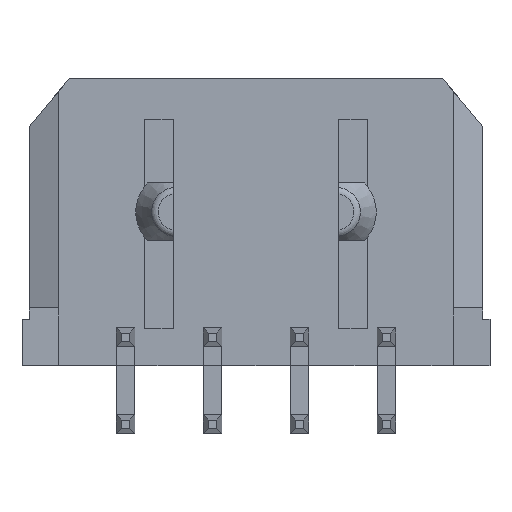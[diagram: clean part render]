
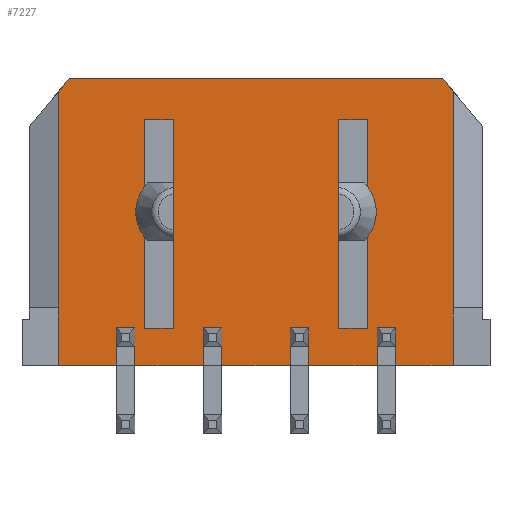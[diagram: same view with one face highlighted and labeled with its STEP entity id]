
A CAD part, front view. The second image highlights one B-rep face of the part: STEP entity #7227.
In plain terms, the highlighted planar face has unit normal (0, -1, 0).
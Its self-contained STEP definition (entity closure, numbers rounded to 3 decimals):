
#51=FACE_BOUND('',#556,.T.);
#52=FACE_BOUND('',#557,.T.);
#142=FACE_OUTER_BOUND('',#555,.T.);
#555=EDGE_LOOP('',(#5208,#5209,#5210,#5211,#5212,#5213,#5214,#5215,#5216,
#5217,#5218,#5219,#5220,#5221,#5222,#5223,#5224,#5225,#5226,#5227,#5228,
#5229,#5230,#5231));
#556=EDGE_LOOP('',(#5232,#5233,#5234,#5235));
#557=EDGE_LOOP('',(#5236,#5237,#5238,#5239));
#1314=VERTEX_POINT('',#16537);
#1315=VERTEX_POINT('',#16538);
#1316=VERTEX_POINT('',#16540);
#1317=VERTEX_POINT('',#16542);
#1318=VERTEX_POINT('',#16544);
#1319=VERTEX_POINT('',#16546);
#1320=VERTEX_POINT('',#16548);
#1321=VERTEX_POINT('',#16550);
#1322=VERTEX_POINT('',#16552);
#1323=VERTEX_POINT('',#16554);
#1324=VERTEX_POINT('',#16556);
#1325=VERTEX_POINT('',#16558);
#1326=VERTEX_POINT('',#16560);
#1327=VERTEX_POINT('',#16562);
#1328=VERTEX_POINT('',#16564);
#1329=VERTEX_POINT('',#16566);
#1330=VERTEX_POINT('',#16568);
#1331=VERTEX_POINT('',#16570);
#1332=VERTEX_POINT('',#16572);
#1333=VERTEX_POINT('',#16574);
#1334=VERTEX_POINT('',#16576);
#1335=VERTEX_POINT('',#16578);
#1336=VERTEX_POINT('',#16580);
#1337=VERTEX_POINT('',#16582);
#1338=VERTEX_POINT('',#16585);
#1339=VERTEX_POINT('',#16586);
#1340=VERTEX_POINT('',#16588);
#1341=VERTEX_POINT('',#16590);
#1342=VERTEX_POINT('',#16593);
#1343=VERTEX_POINT('',#16594);
#1344=VERTEX_POINT('',#16596);
#1345=VERTEX_POINT('',#16598);
#3261=EDGE_CURVE('',#1314,#1315,#8789,.T.);
#3262=EDGE_CURVE('',#1315,#1316,#8790,.T.);
#3263=EDGE_CURVE('',#1316,#1317,#8791,.T.);
#3264=EDGE_CURVE('',#1317,#1318,#8792,.T.);
#3265=EDGE_CURVE('',#1318,#1319,#8793,.T.);
#3266=EDGE_CURVE('',#1319,#1320,#8794,.T.);
#3267=EDGE_CURVE('',#1320,#1321,#8795,.T.);
#3268=EDGE_CURVE('',#1321,#1322,#8796,.T.);
#3269=EDGE_CURVE('',#1322,#1323,#8797,.T.);
#3270=EDGE_CURVE('',#1323,#1324,#8798,.T.);
#3271=EDGE_CURVE('',#1324,#1325,#8799,.T.);
#3272=EDGE_CURVE('',#1325,#1326,#8800,.T.);
#3273=EDGE_CURVE('',#1326,#1327,#8801,.T.);
#3274=EDGE_CURVE('',#1327,#1328,#8802,.T.);
#3275=EDGE_CURVE('',#1328,#1329,#8803,.T.);
#3276=EDGE_CURVE('',#1329,#1330,#8804,.T.);
#3277=EDGE_CURVE('',#1330,#1331,#8805,.T.);
#3278=EDGE_CURVE('',#1331,#1332,#8806,.T.);
#3279=EDGE_CURVE('',#1332,#1333,#8807,.T.);
#3280=EDGE_CURVE('',#1333,#1334,#8808,.T.);
#3281=EDGE_CURVE('',#1334,#1335,#8809,.T.);
#3282=EDGE_CURVE('',#1335,#1336,#8810,.T.);
#3283=EDGE_CURVE('',#1336,#1337,#8811,.T.);
#3284=EDGE_CURVE('',#1337,#1314,#8812,.T.);
#3285=EDGE_CURVE('',#1338,#1339,#8813,.T.);
#3286=EDGE_CURVE('',#1339,#1340,#8814,.T.);
#3287=EDGE_CURVE('',#1340,#1341,#8815,.T.);
#3288=EDGE_CURVE('',#1341,#1338,#8816,.T.);
#3289=EDGE_CURVE('',#1342,#1343,#8817,.T.);
#3290=EDGE_CURVE('',#1343,#1344,#8818,.T.);
#3291=EDGE_CURVE('',#1344,#1345,#8819,.T.);
#3292=EDGE_CURVE('',#1345,#1342,#8820,.T.);
#5208=ORIENTED_EDGE('',*,*,#3261,.T.);
#5209=ORIENTED_EDGE('',*,*,#3262,.T.);
#5210=ORIENTED_EDGE('',*,*,#3263,.T.);
#5211=ORIENTED_EDGE('',*,*,#3264,.T.);
#5212=ORIENTED_EDGE('',*,*,#3265,.T.);
#5213=ORIENTED_EDGE('',*,*,#3266,.T.);
#5214=ORIENTED_EDGE('',*,*,#3267,.T.);
#5215=ORIENTED_EDGE('',*,*,#3268,.T.);
#5216=ORIENTED_EDGE('',*,*,#3269,.T.);
#5217=ORIENTED_EDGE('',*,*,#3270,.T.);
#5218=ORIENTED_EDGE('',*,*,#3271,.T.);
#5219=ORIENTED_EDGE('',*,*,#3272,.T.);
#5220=ORIENTED_EDGE('',*,*,#3273,.T.);
#5221=ORIENTED_EDGE('',*,*,#3274,.T.);
#5222=ORIENTED_EDGE('',*,*,#3275,.T.);
#5223=ORIENTED_EDGE('',*,*,#3276,.T.);
#5224=ORIENTED_EDGE('',*,*,#3277,.T.);
#5225=ORIENTED_EDGE('',*,*,#3278,.T.);
#5226=ORIENTED_EDGE('',*,*,#3279,.T.);
#5227=ORIENTED_EDGE('',*,*,#3280,.T.);
#5228=ORIENTED_EDGE('',*,*,#3281,.T.);
#5229=ORIENTED_EDGE('',*,*,#3282,.T.);
#5230=ORIENTED_EDGE('',*,*,#3283,.T.);
#5231=ORIENTED_EDGE('',*,*,#3284,.T.);
#5232=ORIENTED_EDGE('',*,*,#3285,.T.);
#5233=ORIENTED_EDGE('',*,*,#3286,.T.);
#5234=ORIENTED_EDGE('',*,*,#3287,.T.);
#5235=ORIENTED_EDGE('',*,*,#3288,.T.);
#5236=ORIENTED_EDGE('',*,*,#3289,.T.);
#5237=ORIENTED_EDGE('',*,*,#3290,.T.);
#5238=ORIENTED_EDGE('',*,*,#3291,.T.);
#5239=ORIENTED_EDGE('',*,*,#3292,.T.);
#6824=PLANE('',#12379);
#7227=ADVANCED_FACE('',(#142,#51,#52),#6824,.T.);
#8789=LINE('',#16539,#10685);
#8790=LINE('',#16541,#10686);
#8791=LINE('',#16543,#10687);
#8792=LINE('',#16545,#10688);
#8793=LINE('',#16547,#10689);
#8794=LINE('',#16549,#10690);
#8795=LINE('',#16551,#10691);
#8796=LINE('',#16553,#10692);
#8797=LINE('',#16555,#10693);
#8798=LINE('',#16557,#10694);
#8799=LINE('',#16559,#10695);
#8800=LINE('',#16561,#10696);
#8801=LINE('',#16563,#10697);
#8802=LINE('',#16565,#10698);
#8803=LINE('',#16567,#10699);
#8804=LINE('',#16569,#10700);
#8805=LINE('',#16571,#10701);
#8806=LINE('',#16573,#10702);
#8807=LINE('',#16575,#10703);
#8808=LINE('',#16577,#10704);
#8809=LINE('',#16579,#10705);
#8810=LINE('',#16581,#10706);
#8811=LINE('',#16583,#10707);
#8812=LINE('',#16584,#10708);
#8813=LINE('',#16587,#10709);
#8814=LINE('',#16589,#10710);
#8815=LINE('',#16591,#10711);
#8816=LINE('',#16592,#10712);
#8817=LINE('',#16595,#10713);
#8818=LINE('',#16597,#10714);
#8819=LINE('',#16599,#10715);
#8820=LINE('',#16600,#10716);
#10685=VECTOR('',#13351,0.67);
#10686=VECTOR('',#13352,2.36);
#10687=VECTOR('',#13353,0.67);
#10688=VECTOR('',#13354,0.64);
#10689=VECTOR('',#13355,0.64);
#10690=VECTOR('',#13356,2.36);
#10691=VECTOR('',#13357,0.67);
#10692=VECTOR('',#13358,0.64);
#10693=VECTOR('',#13359,0.64);
#10694=VECTOR('',#13360,2.36);
#10695=VECTOR('',#13361,0.67);
#10696=VECTOR('',#13362,0.64);
#10697=VECTOR('',#13363,0.64);
#10698=VECTOR('',#13364,1.985);
#10699=VECTOR('',#13365,2.);
#10700=VECTOR('',#13366,0.567);
#10701=VECTOR('',#13367,12.881);
#10702=VECTOR('',#13368,0.567);
#10703=VECTOR('',#13369,7.476);
#10704=VECTOR('',#13370,0.02);
#10705=VECTOR('',#13371,2.);
#10706=VECTOR('',#13372,2.005);
#10707=VECTOR('',#13373,0.67);
#10708=VECTOR('',#13374,0.64);
#10709=VECTOR('',#13375,1.);
#10710=VECTOR('',#13376,7.2);
#10711=VECTOR('',#13377,1.);
#10712=VECTOR('',#13378,7.2);
#10713=VECTOR('',#13379,1.);
#10714=VECTOR('',#13380,7.2);
#10715=VECTOR('',#13381,1.);
#10716=VECTOR('',#13382,7.2);
#12379=AXIS2_PLACEMENT_3D('',#16536,#13349,#13350);
#13349=DIRECTION('center_axis',(0.,-1.,0.));
#13350=DIRECTION('ref_axis',(0.,0.,-1.));
#13351=DIRECTION('',(0.,0.,-1.));
#13352=DIRECTION('',(1.,0.,0.));
#13353=DIRECTION('',(0.,0.,1.));
#13354=DIRECTION('',(1.,0.,0.));
#13355=DIRECTION('',(0.,0.,-1.));
#13356=DIRECTION('',(1.,0.,0.));
#13357=DIRECTION('',(0.,0.,1.));
#13358=DIRECTION('',(1.,0.,0.));
#13359=DIRECTION('',(0.,0.,-1.));
#13360=DIRECTION('',(1.,0.,0.));
#13361=DIRECTION('',(0.,0.,1.));
#13362=DIRECTION('',(1.,0.,0.));
#13363=DIRECTION('',(0.,0.,-1.));
#13364=DIRECTION('',(1.,0.,0.));
#13365=DIRECTION('',(0.,0.,1.));
#13366=DIRECTION('',(-0.643,0.,0.766));
#13367=DIRECTION('',(-1.,0.,0.));
#13368=DIRECTION('',(-0.643,0.,-0.766));
#13369=DIRECTION('',(0.,0.,-1.));
#13370=DIRECTION('',(-1.,0.,0.));
#13371=DIRECTION('',(0.,0.,-1.));
#13372=DIRECTION('',(1.,0.,0.));
#13373=DIRECTION('',(0.,0.,1.));
#13374=DIRECTION('',(1.,0.,0.));
#13375=DIRECTION('',(-1.,0.,0.));
#13376=DIRECTION('',(0.,0.,1.));
#13377=DIRECTION('',(1.,0.,0.));
#13378=DIRECTION('',(0.,0.,-1.));
#13379=DIRECTION('',(1.,0.,0.));
#13380=DIRECTION('',(0.,0.,-1.));
#13381=DIRECTION('',(-1.,0.,0.));
#13382=DIRECTION('',(0.,0.,1.));
#16536=CARTESIAN_POINT('Origin',(-6.825,-3.435,-0.005));
#16537=CARTESIAN_POINT('',(-4.18,-3.435,-3.65));
#16538=CARTESIAN_POINT('',(-4.18,-3.435,-4.96));
#16539=CARTESIAN_POINT('',(-4.18,-3.435,-4.29));
#16540=CARTESIAN_POINT('',(-1.82,-3.435,-4.96));
#16541=CARTESIAN_POINT('',(-4.18,-3.435,-4.96));
#16542=CARTESIAN_POINT('',(-1.82,-3.435,-3.65));
#16543=CARTESIAN_POINT('',(-1.82,-3.435,-4.96));
#16544=CARTESIAN_POINT('',(-1.18,-3.435,-3.65));
#16545=CARTESIAN_POINT('',(-1.82,-3.435,-3.65));
#16546=CARTESIAN_POINT('',(-1.18,-3.435,-4.96));
#16547=CARTESIAN_POINT('',(-1.18,-3.435,-3.65));
#16548=CARTESIAN_POINT('',(1.18,-3.435,-4.96));
#16549=CARTESIAN_POINT('',(-1.18,-3.435,-4.96));
#16550=CARTESIAN_POINT('',(1.18,-3.435,-3.65));
#16551=CARTESIAN_POINT('',(1.18,-3.435,-4.96));
#16552=CARTESIAN_POINT('',(1.82,-3.435,-3.65));
#16553=CARTESIAN_POINT('',(1.18,-3.435,-3.65));
#16554=CARTESIAN_POINT('',(1.82,-3.435,-4.96));
#16555=CARTESIAN_POINT('',(1.82,-3.435,-3.65));
#16556=CARTESIAN_POINT('',(4.18,-3.435,-4.96));
#16557=CARTESIAN_POINT('',(1.82,-3.435,-4.96));
#16558=CARTESIAN_POINT('',(4.18,-3.435,-3.65));
#16559=CARTESIAN_POINT('',(4.18,-3.435,-4.96));
#16560=CARTESIAN_POINT('',(4.82,-3.435,-3.65));
#16561=CARTESIAN_POINT('',(4.18,-3.435,-3.65));
#16562=CARTESIAN_POINT('',(4.82,-3.435,-4.96));
#16563=CARTESIAN_POINT('',(4.82,-3.435,-3.65));
#16564=CARTESIAN_POINT('',(6.805,-3.435,-4.96));
#16565=CARTESIAN_POINT('',(4.82,-3.435,-4.96));
#16566=CARTESIAN_POINT('',(6.805,-3.435,4.516));
#16567=CARTESIAN_POINT('',(6.805,-3.435,-4.96));
#16568=CARTESIAN_POINT('',(6.44,-3.435,4.95));
#16569=CARTESIAN_POINT('',(6.805,-3.435,4.516));
#16570=CARTESIAN_POINT('',(-6.44,-3.435,4.95));
#16571=CARTESIAN_POINT('',(6.44,-3.435,4.95));
#16572=CARTESIAN_POINT('',(-6.805,-3.435,4.516));
#16573=CARTESIAN_POINT('',(-6.44,-3.435,4.95));
#16574=CARTESIAN_POINT('',(-6.805,-3.435,-2.96));
#16575=CARTESIAN_POINT('',(-6.805,-3.435,4.516));
#16576=CARTESIAN_POINT('',(-6.825,-3.435,-2.96));
#16577=CARTESIAN_POINT('',(-6.805,-3.435,-2.96));
#16578=CARTESIAN_POINT('',(-6.825,-3.435,-4.96));
#16579=CARTESIAN_POINT('',(-6.825,-3.435,-2.96));
#16580=CARTESIAN_POINT('',(-4.82,-3.435,-4.96));
#16581=CARTESIAN_POINT('',(-6.825,-3.435,-4.96));
#16582=CARTESIAN_POINT('',(-4.82,-3.435,-3.65));
#16583=CARTESIAN_POINT('',(-4.82,-3.435,-4.96));
#16584=CARTESIAN_POINT('',(-4.82,-3.435,-3.65));
#16585=CARTESIAN_POINT('',(-2.85,-3.435,-3.66));
#16586=CARTESIAN_POINT('',(-3.85,-3.435,-3.66));
#16587=CARTESIAN_POINT('',(-2.85,-3.435,-3.66));
#16588=CARTESIAN_POINT('',(-3.85,-3.435,3.54));
#16589=CARTESIAN_POINT('',(-3.85,-3.435,-3.66));
#16590=CARTESIAN_POINT('',(-2.85,-3.435,3.54));
#16591=CARTESIAN_POINT('',(-3.85,-3.435,3.54));
#16592=CARTESIAN_POINT('',(-2.85,-3.435,3.54));
#16593=CARTESIAN_POINT('',(2.85,-3.435,3.54));
#16594=CARTESIAN_POINT('',(3.85,-3.435,3.54));
#16595=CARTESIAN_POINT('',(2.85,-3.435,3.54));
#16596=CARTESIAN_POINT('',(3.85,-3.435,-3.66));
#16597=CARTESIAN_POINT('',(3.85,-3.435,3.54));
#16598=CARTESIAN_POINT('',(2.85,-3.435,-3.66));
#16599=CARTESIAN_POINT('',(3.85,-3.435,-3.66));
#16600=CARTESIAN_POINT('',(2.85,-3.435,-3.66));
